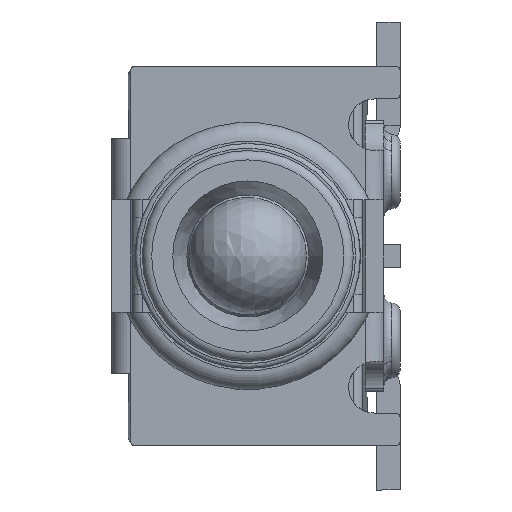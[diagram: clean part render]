
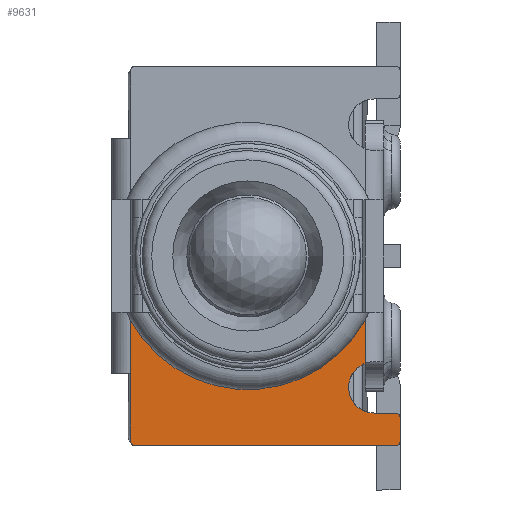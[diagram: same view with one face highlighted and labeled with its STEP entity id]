
A CAD part, left-side view. The second image highlights one B-rep face of the part: STEP entity #9631.
In plain terms, the highlighted face is planar.
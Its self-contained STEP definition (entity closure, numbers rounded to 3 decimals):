
#155 = AXIS2_PLACEMENT_3D ( 'NONE', #13695, #5815, #14989 ) ;
#301 = LINE ( 'NONE', #9676, #730 ) ;
#327 = ORIENTED_EDGE ( 'NONE', *, *, #11643, .T. ) ;
#393 = CARTESIAN_POINT ( 'NONE',  ( 3.95, 0., -2.5 ) ) ;
#398 = CARTESIAN_POINT ( 'NONE',  ( 2.5, 0., -2.5 ) ) ;
#537 = EDGE_LOOP ( 'NONE', ( #16654, #1193, #11066, #13576, #10647, #8147, #15700, #327, #645, #10671, #15968 ) ) ;
#645 = ORIENTED_EDGE ( 'NONE', *, *, #12832, .T. ) ;
#730 = VECTOR ( 'NONE', #5808, 1000. ) ;
#1193 = ORIENTED_EDGE ( 'NONE', *, *, #4421, .T. ) ;
#1266 = DIRECTION ( 'NONE',  ( 0., -1., 0. ) ) ;
#1408 = CARTESIAN_POINT ( 'NONE',  ( 3.35, 0., 3.25 ) ) ;
#1744 = LINE ( 'NONE', #9564, #14846 ) ;
#1803 = CARTESIAN_POINT ( 'NONE',  ( 1.368, 0., -2.5 ) ) ;
#1908 = VECTOR ( 'NONE', #9196, 1000. ) ;
#2007 = CARTESIAN_POINT ( 'NONE',  ( 4.05, 0., 2.9 ) ) ;
#2471 = FACE_OUTER_BOUND ( 'NONE', #537, .T. ) ;
#2512 = DIRECTION ( 'NONE',  ( 0., -1., 0. ) ) ;
#2640 = VERTEX_POINT ( 'NONE', #3929 ) ;
#2762 = VECTOR ( 'NONE', #11136, 1000. ) ;
#2791 = EDGE_CURVE ( 'NONE', #2640, #8176, #8106, .T. ) ;
#3036 = CARTESIAN_POINT ( 'NONE',  ( 1.368, 0., 2.5 ) ) ;
#3191 = EDGE_CURVE ( 'NONE', #8525, #10302, #6660, .T. ) ;
#3249 = EDGE_CURVE ( 'NONE', #2640, #6177, #9712, .T. ) ;
#3409 = VERTEX_POINT ( 'NONE', #8786 ) ;
#3702 = VERTEX_POINT ( 'NONE', #11861 ) ;
#3811 = VERTEX_POINT ( 'NONE', #398 ) ;
#3929 = CARTESIAN_POINT ( 'NONE',  ( 4.05, 0., 3.15 ) ) ;
#3936 = VECTOR ( 'NONE', #6093, 1000. ) ;
#3993 = CARTESIAN_POINT ( 'NONE',  ( 3.45, 0., 3.25 ) ) ;
#4041 = DIRECTION ( 'NONE',  ( 0., -1., 0. ) ) ;
#4098 = DIRECTION ( 'NONE',  ( 0., 1., 0. ) ) ;
#4233 = DIRECTION ( 'NONE',  ( 0., -1., 0. ) ) ;
#4282 = AXIS2_PLACEMENT_3D ( 'NONE', #9066, #1266, #10392 ) ;
#4364 = LINE ( 'NONE', #4783, #3936 ) ;
#4421 = EDGE_CURVE ( 'NONE', #6689, #6177, #13086, .T. ) ;
#4783 = CARTESIAN_POINT ( 'NONE',  ( 1.2, 0., 2.5 ) ) ;
#5374 = LINE ( 'NONE', #1408, #1908 ) ;
#5560 = CARTESIAN_POINT ( 'NONE',  ( 3.35, 0., 3.25 ) ) ;
#5808 = DIRECTION ( 'NONE',  ( 1., 0., 0. ) ) ;
#5815 = DIRECTION ( 'NONE',  ( 0., -1., 0. ) ) ;
#6093 = DIRECTION ( 'NONE',  ( -1., 0., 0. ) ) ;
#6177 = VERTEX_POINT ( 'NONE', #14869 ) ;
#6660 = CIRCLE ( 'NONE', #155, 2.85 ) ;
#6689 = VERTEX_POINT ( 'NONE', #393 ) ;
#6888 = DIRECTION ( 'NONE',  ( 1., 0., 0. ) ) ;
#7176 = VERTEX_POINT ( 'NONE', #11187 ) ;
#7759 = EDGE_CURVE ( 'NONE', #7176, #3702, #5374, .T. ) ;
#8106 = CIRCLE ( 'NONE', #9543, 0.1 ) ;
#8147 = ORIENTED_EDGE ( 'NONE', *, *, #10050, .T. ) ;
#8176 = VERTEX_POINT ( 'NONE', #8715 ) ;
#8494 = AXIS2_PLACEMENT_3D ( 'NONE', #11859, #4041, #13192 ) ;
#8525 = VERTEX_POINT ( 'NONE', #1803 ) ;
#8715 = CARTESIAN_POINT ( 'NONE',  ( 3.95, 0., 3.25 ) ) ;
#8786 = CARTESIAN_POINT ( 'NONE',  ( 2.288, 0., 2.5 ) ) ;
#8925 = CIRCLE ( 'NONE', #4282, 0.1 ) ;
#9066 = CARTESIAN_POINT ( 'NONE',  ( 3.45, 0., 3.15 ) ) ;
#9196 = DIRECTION ( 'NONE',  ( 0., 0., 1. ) ) ;
#9543 = AXIS2_PLACEMENT_3D ( 'NONE', #12043, #4233, #13381 ) ;
#9564 = CARTESIAN_POINT ( 'NONE',  ( 4.05, 0., -2.5 ) ) ;
#9631 = ADVANCED_FACE ( 'NONE', ( #2471 ), #15513, .T. ) ;
#9676 = CARTESIAN_POINT ( 'NONE',  ( 2.5, 0., -2.5 ) ) ;
#9712 = LINE ( 'NONE', #2007, #2762 ) ;
#9981 = LINE ( 'NONE', #5560, #16554 ) ;
#10050 = EDGE_CURVE ( 'NONE', #11768, #3702, #8925, .T. ) ;
#10302 = VERTEX_POINT ( 'NONE', #3036 ) ;
#10392 = DIRECTION ( 'NONE',  ( 0., 0., -1. ) ) ;
#10488 = AXIS2_PLACEMENT_3D ( 'NONE', #11898, #4098, #13253 ) ;
#10647 = ORIENTED_EDGE ( 'NONE', *, *, #13656, .F. ) ;
#10671 = ORIENTED_EDGE ( 'NONE', *, *, #3191, .F. ) ;
#10880 = DIRECTION ( 'NONE',  ( 1., 0., 0. ) ) ;
#11066 = ORIENTED_EDGE ( 'NONE', *, *, #3249, .F. ) ;
#11136 = DIRECTION ( 'NONE',  ( 0., 0., -1. ) ) ;
#11187 = CARTESIAN_POINT ( 'NONE',  ( 3.35, 0., 2.7 ) ) ;
#11196 = EDGE_CURVE ( 'NONE', #8525, #3811, #1744, .T. ) ;
#11604 = CARTESIAN_POINT ( 'NONE',  ( 4.05, 0., -2.9 ) ) ;
#11643 = EDGE_CURVE ( 'NONE', #7176, #3409, #16473, .T. ) ;
#11661 = DIRECTION ( 'NONE',  ( 0., 0., -1. ) ) ;
#11768 = VERTEX_POINT ( 'NONE', #3993 ) ;
#11859 = CARTESIAN_POINT ( 'NONE',  ( 3.95, 0., -2.4 ) ) ;
#11861 = CARTESIAN_POINT ( 'NONE',  ( 3.35, 0., 3.15 ) ) ;
#11898 = CARTESIAN_POINT ( 'NONE',  ( 2.8, 0., 2.7 ) ) ;
#12043 = CARTESIAN_POINT ( 'NONE',  ( 3.95, 0., 3.15 ) ) ;
#12832 = EDGE_CURVE ( 'NONE', #3409, #10302, #4364, .T. ) ;
#13086 = CIRCLE ( 'NONE', #8494, 0.1 ) ;
#13192 = DIRECTION ( 'NONE',  ( 0., 0., -1. ) ) ;
#13253 = DIRECTION ( 'NONE',  ( 0., 0., -1. ) ) ;
#13381 = DIRECTION ( 'NONE',  ( 0., 0., -1. ) ) ;
#13576 = ORIENTED_EDGE ( 'NONE', *, *, #2791, .T. ) ;
#13656 = EDGE_CURVE ( 'NONE', #11768, #8176, #9981, .T. ) ;
#13695 = CARTESIAN_POINT ( 'NONE',  ( 0., 0., 0. ) ) ;
#14846 = VECTOR ( 'NONE', #10880, 1000. ) ;
#14869 = CARTESIAN_POINT ( 'NONE',  ( 4.05, 0., -2.4 ) ) ;
#14989 = DIRECTION ( 'NONE',  ( 0., 0., -1. ) ) ;
#15513 = PLANE ( 'NONE',  #16326 ) ;
#15700 = ORIENTED_EDGE ( 'NONE', *, *, #7759, .F. ) ;
#15968 = ORIENTED_EDGE ( 'NONE', *, *, #11196, .T. ) ;
#16230 = EDGE_CURVE ( 'NONE', #3811, #6689, #301, .T. ) ;
#16326 = AXIS2_PLACEMENT_3D ( 'NONE', #11604, #2512, #11661 ) ;
#16473 = CIRCLE ( 'NONE', #10488, 0.55 ) ;
#16554 = VECTOR ( 'NONE', #6888, 1000. ) ;
#16654 = ORIENTED_EDGE ( 'NONE', *, *, #16230, .T. ) ;
